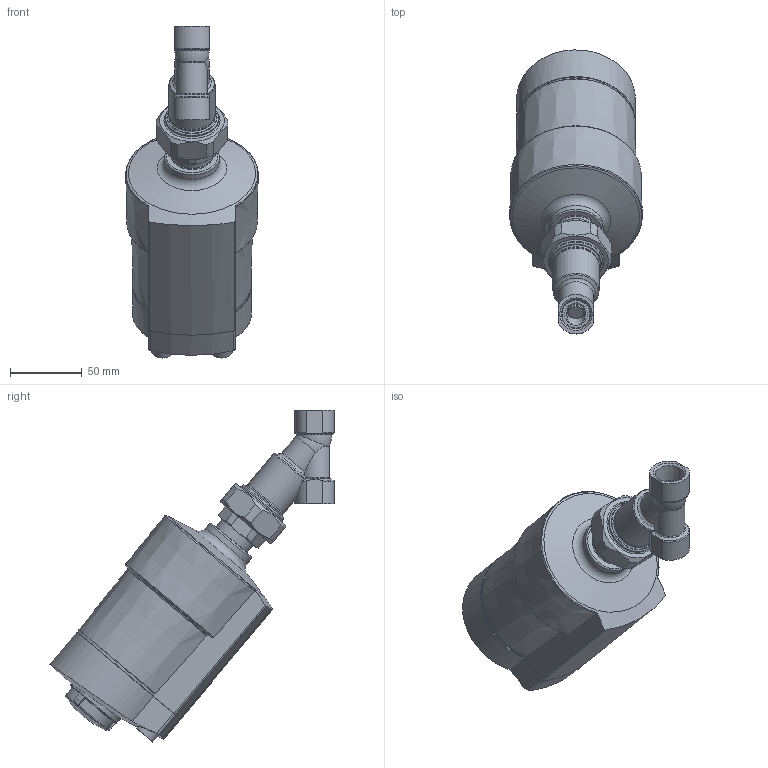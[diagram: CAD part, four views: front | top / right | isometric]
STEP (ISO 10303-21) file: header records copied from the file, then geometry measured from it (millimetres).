
FILE_DESCRIPTION(/* description */ ('STEP AP214'),/* implementation_level */ '2;1');
FILE_NAME(/* name */ '8111602_VZXA-A-TS7-1_1_2-M6-B1T-15_5-K-75-20-PR-PM',/* time_stamp */ '2024-09-18T11:26:07+02:00',/* author */ ('License CC BY-ND 4.0'),/* organization */ ('CADENAS'),/* preprocessor_version */ 'ST-DEVELOPER v19.3',/* originating_system */ 'PARTsolutions',/* authorisation */ ' ');
FILE_SCHEMA (('AUTOMOTIVE_DESIGN {1 0 10303 214 3 1 1}'));
Length unit declared in the file: millimetre
Products named in the file (6): 8111602 VZXA-A-TS7-1 1/2-M6-B1T-15.5-K-75-20-PR-PM---(0); 3539411 VZZA---T-S7-13-M2-B1-T; 8101238 DFPK-75-20-PR-PM_housing---(0); 3539412 DFPK-75---(-_PMcap); 2284889 DFPK---(cover); 3465682 DFP_ec
Assembly tree (5 placements, depth 2):
  8111602 VZXA-A-TS7-1 1/2-M6-B1T-15.5-K-75-20-PR-PM---(0)
    3539411 VZZA---T-S7-13-M2-B1-T
    8101238 DFPK-75-20-PR-PM_housing---(0)
    3539412 DFPK-75---(-_PMcap)
    2284889 DFPK---(cover)
    3465682 DFP_ec
Bounding box: 92.51 x 197.72 x 230.78 mm (x, y, z)
Volume: 915255.1 mm3; surface area: 122203.5 mm2
Topology: 5 solids, 6 shells, 480 faces, 1168 edges, 746 vertices
Faces by surface type: plane 175, cylinder 126, torus 91, cone 80, sphere 8
Full cylindrical faces by diameter (mm): 3 x2, 4 x2, 5.8 x2, 6 x2, 8.2 x1, 8.376 x1, 8.566 x2, 10 x3, 11 x1, 11.8 x1, 15 x2, 16 x4, 16.2 x1, 18.2 x1, 20 x1, 28 x2, 28.5 x2, 32 x3, 33.1 x1, 33.376 x1, 36 x1, 36.2 x1, 37 x2, 37.8 x1, 37.835 x1, 38 x2, 39.4 x2, 40 x1, 41.2 x1, 41.5 x1
Entity records: 14866 total; most frequent: CARTESIAN_POINT 3143, DIRECTION 2168, ORIENTED_EDGE 1892, AXIS2_PLACEMENT_3D 962, EDGE_CURVE 946, FACE_BOUND 702, EDGE_LOOP 699, VERTEX_POINT 698
